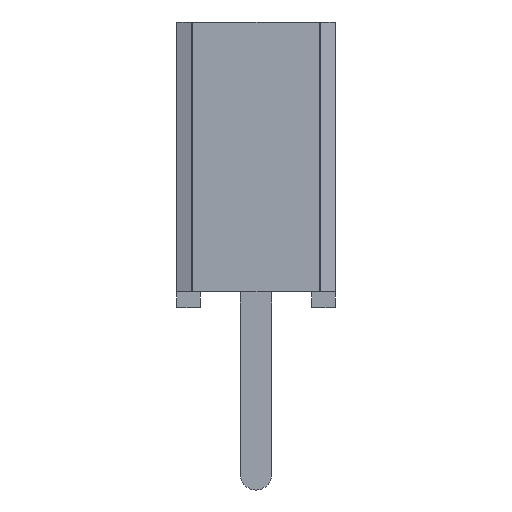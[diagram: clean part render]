
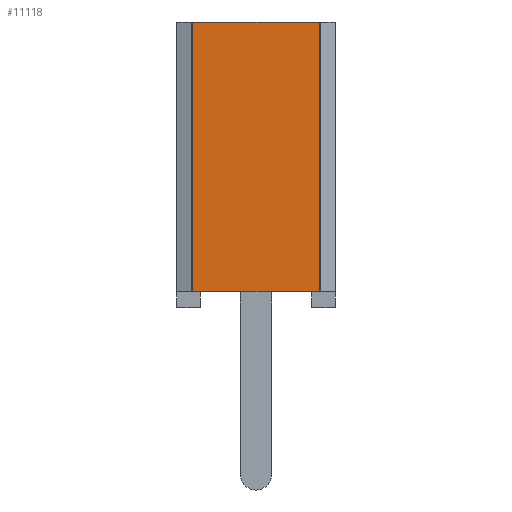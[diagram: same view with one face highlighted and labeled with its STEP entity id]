
A CAD part, left-side view. The second image highlights one B-rep face of the part: STEP entity #11118.
In plain terms, the highlighted planar face has unit normal (-1, 0, 0).
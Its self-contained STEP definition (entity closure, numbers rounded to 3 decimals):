
#11118 = ADVANCED_FACE('',(#11119),#11153,.F.);
#11119 = FACE_BOUND('',#11120,.T.);
#11120 = EDGE_LOOP('',(#11121,#11131,#11139,#11147));
#11121 = ORIENTED_EDGE('',*,*,#11122,.T.);
#11122 = EDGE_CURVE('',#11123,#11125,#11127,.T.);
#11123 = VERTEX_POINT('',#11124);
#11124 = CARTESIAN_POINT('',(-30.594,1.026,4.572));
#11125 = VERTEX_POINT('',#11126);
#11126 = CARTESIAN_POINT('',(-30.594,1.026,0.254));
#11127 = LINE('',#11128,#11129);
#11128 = CARTESIAN_POINT('',(-30.594,1.026,4.572));
#11129 = VECTOR('',#11130,1.);
#11130 = DIRECTION('',(0.,0.,-1.));
#11131 = ORIENTED_EDGE('',*,*,#11132,.T.);
#11132 = EDGE_CURVE('',#11125,#11133,#11135,.T.);
#11133 = VERTEX_POINT('',#11134);
#11134 = CARTESIAN_POINT('',(-30.594,-1.026,0.254));
#11135 = LINE('',#11136,#11137);
#11136 = CARTESIAN_POINT('',(-30.594,0.889,0.254));
#11137 = VECTOR('',#11138,1.);
#11138 = DIRECTION('',(0.,-1.,0.));
#11139 = ORIENTED_EDGE('',*,*,#11140,.T.);
#11140 = EDGE_CURVE('',#11133,#11141,#11143,.T.);
#11141 = VERTEX_POINT('',#11142);
#11142 = CARTESIAN_POINT('',(-30.594,-1.026,4.572));
#11143 = LINE('',#11144,#11145);
#11144 = CARTESIAN_POINT('',(-30.594,-1.026,4.572));
#11145 = VECTOR('',#11146,1.);
#11146 = DIRECTION('',(0.,0.,1.));
#11147 = ORIENTED_EDGE('',*,*,#11148,.F.);
#11148 = EDGE_CURVE('',#11123,#11141,#11149,.T.);
#11149 = LINE('',#11150,#11151);
#11150 = CARTESIAN_POINT('',(-30.594,1.27,4.572));
#11151 = VECTOR('',#11152,1.);
#11152 = DIRECTION('',(0.,-1.,0.));
#11153 = PLANE('',#11154);
#11154 = AXIS2_PLACEMENT_3D('',#11155,#11156,#11157);
#11155 = CARTESIAN_POINT('',(-30.594,1.27,4.572));
#11156 = DIRECTION('',(1.,0.,0.));
#11157 = DIRECTION('',(0.,1.,0.));
